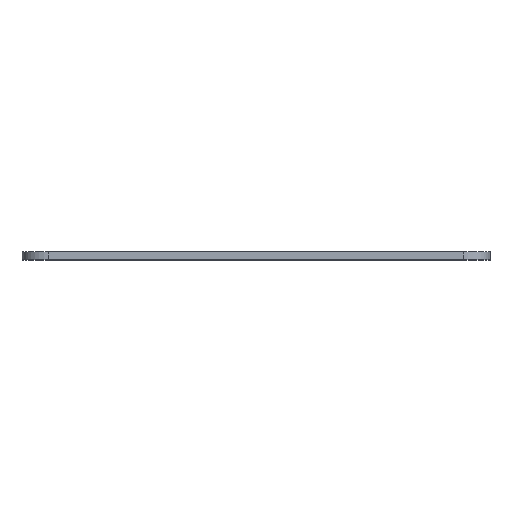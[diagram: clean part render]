
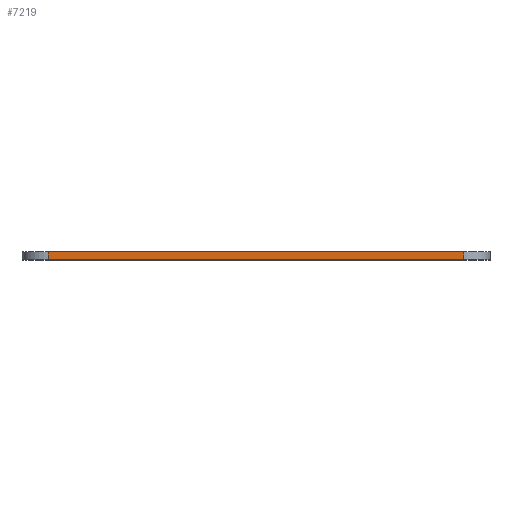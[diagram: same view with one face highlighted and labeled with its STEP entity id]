
A CAD part, top view. The second image highlights one B-rep face of the part: STEP entity #7219.
In plain terms, the highlighted planar face has unit normal (0, 0, 1).
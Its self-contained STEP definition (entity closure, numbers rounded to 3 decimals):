
#1202=FACE_OUTER_BOUND('',#1608,.T.);
#1608=EDGE_LOOP('',(#6653,#6654,#6655,#6656));
#2085=LINE('',#14265,#2650);
#2115=LINE('',#14377,#2680);
#2125=LINE('',#14405,#2690);
#2181=LINE('',#14553,#2746);
#2650=VECTOR('',#8076,10.);
#2680=VECTOR('',#8172,10.);
#2690=VECTOR('',#8202,10.);
#2746=VECTOR('',#8370,10.);
#3377=VERTEX_POINT('',#14262);
#3378=VERTEX_POINT('',#14264);
#3427=VERTEX_POINT('',#14375);
#3435=VERTEX_POINT('',#14403);
#4409=EDGE_CURVE('',#3377,#3378,#2085,.T.);
#4463=EDGE_CURVE('',#3427,#3377,#2115,.T.);
#4477=EDGE_CURVE('',#3378,#3435,#2125,.T.);
#4551=EDGE_CURVE('',#3435,#3427,#2181,.T.);
#6653=ORIENTED_EDGE('',*,*,#4463,.F.);
#6654=ORIENTED_EDGE('',*,*,#4551,.F.);
#6655=ORIENTED_EDGE('',*,*,#4477,.F.);
#6656=ORIENTED_EDGE('',*,*,#4409,.F.);
#6839=PLANE('',#7426);
#7219=ADVANCED_FACE('',(#1202),#6839,.T.);
#7426=AXIS2_PLACEMENT_3D('',#14552,#8368,#8369);
#8076=DIRECTION('',(-1.,0.,0.));
#8172=DIRECTION('',(0.,-1.,0.));
#8202=DIRECTION('',(0.,1.,0.));
#8368=DIRECTION('center_axis',(0.,0.,1.));
#8369=DIRECTION('ref_axis',(1.,0.,0.));
#8370=DIRECTION('',(1.,0.,0.));
#14262=CARTESIAN_POINT('',(69.451,0.,90.275));
#14264=CARTESIAN_POINT('',(-8.949,0.,90.275));
#14265=CARTESIAN_POINT('',(74.451,0.,90.275));
#14375=CARTESIAN_POINT('',(69.451,1.5,90.275));
#14377=CARTESIAN_POINT('',(69.451,0.,90.275));
#14403=CARTESIAN_POINT('',(-8.949,1.5,90.275));
#14405=CARTESIAN_POINT('',(-8.949,0.,90.275));
#14552=CARTESIAN_POINT('Origin',(-13.949,0.,90.275));
#14553=CARTESIAN_POINT('',(74.451,1.5,90.275));
